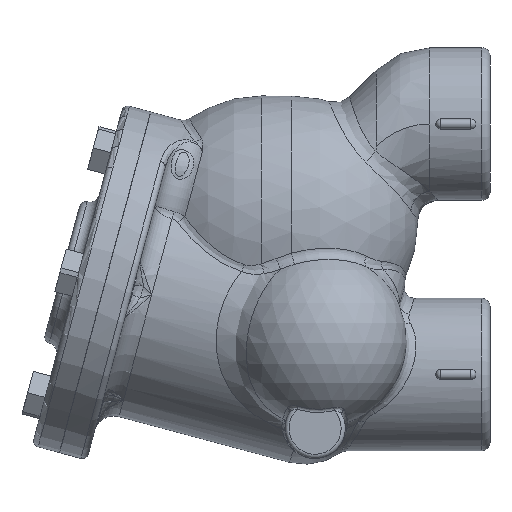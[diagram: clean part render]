
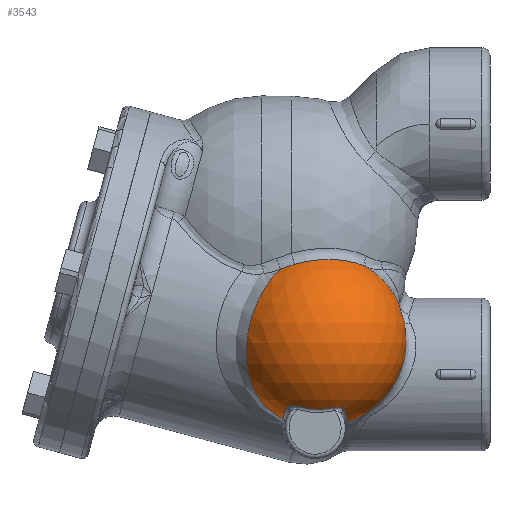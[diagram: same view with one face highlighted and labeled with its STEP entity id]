
A CAD part, front view. The second image highlights one B-rep face of the part: STEP entity #3543.
In plain terms, the highlighted spherical face has radius 44 mm.
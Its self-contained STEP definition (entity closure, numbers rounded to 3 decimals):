
#639=FACE_OUTER_BOUND('',#870,.T.);
#870=EDGE_LOOP('',(#2675,#2676,#2677,#2678,#2679,#2680,#2681,#2682,#2683,
#2684,#2685));
#1129=CIRCLE('',#3854,39.205);
#1130=CIRCLE('',#3855,34.91);
#1344=B_SPLINE_CURVE_WITH_KNOTS('',3,(#7943,#7944,#7945,#7946,#7947,#7948,
#7949,#7950,#7951),.UNSPECIFIED.,.F.,.F.,(4,1,1,1,1,1,4),(-6.132,
-5.256,-4.38,-3.504,-2.628,
-0.876,0.),.UNSPECIFIED.);
#1358=B_SPLINE_CURVE_WITH_KNOTS('',3,(#8270,#8271,#8272,#8273),
 .UNSPECIFIED.,.F.,.F.,(4,4),(1.6,3.788),
 .UNSPECIFIED.);
#1360=B_SPLINE_CURVE_WITH_KNOTS('',3,(#8281,#8282,#8283,#8284,#8285,#8286),
 .UNSPECIFIED.,.F.,.F.,(4,1,1,4),(1.588,3.173,4.758,
7.068),.UNSPECIFIED.);
#1361=B_SPLINE_CURVE_WITH_KNOTS('',3,(#8290,#8291,#8292,#8293),
 .UNSPECIFIED.,.F.,.F.,(4,4),(0.,0.823),.UNSPECIFIED.);
#1362=B_SPLINE_CURVE_WITH_KNOTS('',3,(#8295,#8296,#8297,#8298,#8299,#8300,
#8301,#8302,#8303,#8304,#8305),.UNSPECIFIED.,.F.,.F.,(4,1,1,1,1,1,1,1,4),
(1.298,1.89,2.867,4.819,6.771,
8.724,10.676,12.629,14.581),
 .UNSPECIFIED.);
#1363=B_SPLINE_CURVE_WITH_KNOTS('',3,(#8307,#8308,#8309,#8310,#8311),
 .UNSPECIFIED.,.F.,.F.,(4,1,4),(-1.747,-0.998,0.),
 .UNSPECIFIED.);
#1364=B_SPLINE_CURVE_WITH_KNOTS('',3,(#8313,#8314,#8315,#8316,#8317),
 .UNSPECIFIED.,.F.,.F.,(4,1,4),(0.,0.327,0.762),
 .UNSPECIFIED.);
#1365=B_SPLINE_CURVE_WITH_KNOTS('',3,(#8321,#8322,#8323,#8324,#8325),
 .UNSPECIFIED.,.F.,.F.,(4,1,4),(0.,0.327,0.762),
 .UNSPECIFIED.);
#1366=B_SPLINE_CURVE_WITH_KNOTS('',3,(#8326,#8327,#8328,#8329,#8330),
 .UNSPECIFIED.,.F.,.F.,(4,1,4),(-2.305,-1.317,0.),
 .UNSPECIFIED.);
#1559=VERTEX_POINT('',#7874);
#1561=VERTEX_POINT('',#7941);
#1575=VERTEX_POINT('',#8269);
#1576=VERTEX_POINT('',#8280);
#1577=VERTEX_POINT('',#8287);
#1578=VERTEX_POINT('',#8289);
#1579=VERTEX_POINT('',#8294);
#1580=VERTEX_POINT('',#8306);
#1581=VERTEX_POINT('',#8312);
#1582=VERTEX_POINT('',#8318);
#1583=VERTEX_POINT('',#8320);
#1964=EDGE_CURVE('',#1561,#1559,#1344,.T.);
#1987=EDGE_CURVE('',#1559,#1575,#1358,.T.);
#1989=EDGE_CURVE('',#1576,#1561,#1360,.T.);
#1990=EDGE_CURVE('',#1577,#1576,#1129,.T.);
#1991=EDGE_CURVE('',#1578,#1577,#1361,.T.);
#1992=EDGE_CURVE('',#1579,#1578,#1362,.T.);
#1993=EDGE_CURVE('',#1580,#1579,#1363,.T.);
#1994=EDGE_CURVE('',#1581,#1580,#1364,.T.);
#1995=EDGE_CURVE('',#1582,#1581,#1130,.T.);
#1996=EDGE_CURVE('',#1583,#1582,#1365,.T.);
#1997=EDGE_CURVE('',#1575,#1583,#1366,.T.);
#2675=ORIENTED_EDGE('',*,*,#1964,.F.);
#2676=ORIENTED_EDGE('',*,*,#1989,.F.);
#2677=ORIENTED_EDGE('',*,*,#1990,.F.);
#2678=ORIENTED_EDGE('',*,*,#1991,.F.);
#2679=ORIENTED_EDGE('',*,*,#1992,.F.);
#2680=ORIENTED_EDGE('',*,*,#1993,.F.);
#2681=ORIENTED_EDGE('',*,*,#1994,.F.);
#2682=ORIENTED_EDGE('',*,*,#1995,.F.);
#2683=ORIENTED_EDGE('',*,*,#1996,.F.);
#2684=ORIENTED_EDGE('',*,*,#1997,.F.);
#2685=ORIENTED_EDGE('',*,*,#1987,.F.);
#3455=SPHERICAL_SURFACE('',#3853,44.);
#3543=ADVANCED_FACE('',(#639),#3455,.T.);
#3853=AXIS2_PLACEMENT_3D('',#8279,#4391,#4392);
#3854=AXIS2_PLACEMENT_3D('',#8288,#4393,#4394);
#3855=AXIS2_PLACEMENT_3D('',#8319,#4395,#4396);
#4391=DIRECTION('center_axis',(0.,0.,1.));
#4392=DIRECTION('ref_axis',(1.,0.,0.));
#4393=DIRECTION('center_axis',(-0.179,0.592,0.786));
#4394=DIRECTION('ref_axis',(0.198,-0.761,0.618));
#4395=DIRECTION('center_axis',(0.,1.,0.));
#4396=DIRECTION('ref_axis',(-0.034,0.,-0.999));
#7874=CARTESIAN_POINT('',(131.777,-37.789,-63.757));
#7941=CARTESIAN_POINT('',(147.646,-33.12,-18.303));
#7943=CARTESIAN_POINT('Ctrl Pts',(147.646,-33.12,-18.303));
#7944=CARTESIAN_POINT('Ctrl Pts',(148.53,-34.777,-20.134));
#7945=CARTESIAN_POINT('Ctrl Pts',(149.843,-37.845,-24.24));
#7946=CARTESIAN_POINT('Ctrl Pts',(150.291,-41.213,-31.428));
#7947=CARTESIAN_POINT('Ctrl Pts',(149.174,-43.017,-39.08));
#7948=CARTESIAN_POINT('Ctrl Pts',(145.729,-43.337,-49.093));
#7949=CARTESIAN_POINT('Ctrl Pts',(139.73,-41.016,-57.705));
#7950=CARTESIAN_POINT('Ctrl Pts',(133.864,-38.593,-62.388));
#7951=CARTESIAN_POINT('Ctrl Pts',(131.777,-37.789,-63.757));
#8269=CARTESIAN_POINT('',(121.01,-46.114,-69.861));
#8270=CARTESIAN_POINT('Ctrl Pts',(131.777,-37.789,-63.757));
#8271=CARTESIAN_POINT('Ctrl Pts',(129.008,-41.075,-66.339));
#8272=CARTESIAN_POINT('Ctrl Pts',(125.297,-43.937,-68.442));
#8273=CARTESIAN_POINT('Ctrl Pts',(121.01,-46.114,-69.861));
#8279=CARTESIAN_POINT('Origin',(106.241,-44.,-28.467));
#8280=CARTESIAN_POINT('',(130.487,-50.833,7.609));
#8281=CARTESIAN_POINT('Ctrl Pts',(130.487,-50.833,7.609));
#8282=CARTESIAN_POINT('Ctrl Pts',(133.518,-50.385,5.657));
#8283=CARTESIAN_POINT('Ctrl Pts',(139.063,-48.626,1.154));
#8284=CARTESIAN_POINT('Ctrl Pts',(145.916,-42.889,-7.907));
#8285=CARTESIAN_POINT('Ctrl Pts',(147.746,-36.933,-14.634));
#8286=CARTESIAN_POINT('Ctrl Pts',(147.645,-33.12,-18.303));
#8287=CARTESIAN_POINT('',(94.279,-63.678,9.025));
#8288=CARTESIAN_POINT('Origin',(102.664,-32.184,-12.766));
#8289=CARTESIAN_POINT('',(87.39,-62.971,6.472));
#8290=CARTESIAN_POINT('Ctrl Pts',(87.39,-62.971,6.472));
#8291=CARTESIAN_POINT('Ctrl Pts',(89.607,-63.28,7.5));
#8292=CARTESIAN_POINT('Ctrl Pts',(91.913,-63.509,8.359));
#8293=CARTESIAN_POINT('Ctrl Pts',(94.279,-63.678,9.025));
#8294=CARTESIAN_POINT('',(88.756,-51.419,-68.157));
#8295=CARTESIAN_POINT('Ctrl Pts',(88.757,-51.419,-68.156));
#8296=CARTESIAN_POINT('Ctrl Pts',(87.563,-51.704,-67.577));
#8297=CARTESIAN_POINT('Ctrl Pts',(84.53,-52.662,-65.878));
#8298=CARTESIAN_POINT('Ctrl Pts',(78.658,-55.78,-61.207));
#8299=CARTESIAN_POINT('Ctrl Pts',(73.108,-61.287,-52.974));
#8300=CARTESIAN_POINT('Ctrl Pts',(70.133,-67.111,-41.079));
#8301=CARTESIAN_POINT('Ctrl Pts',(70.381,-70.664,-27.968));
#8302=CARTESIAN_POINT('Ctrl Pts',(73.501,-71.149,-14.752));
#8303=CARTESIAN_POINT('Ctrl Pts',(79.143,-68.46,-2.69));
#8304=CARTESIAN_POINT('Ctrl Pts',(84.402,-64.945,3.788));
#8305=CARTESIAN_POINT('Ctrl Pts',(87.39,-62.971,6.472));
#8306=CARTESIAN_POINT('',(90.766,-66.957,-62.665));
#8307=CARTESIAN_POINT('Ctrl Pts',(90.766,-66.957,-62.665));
#8308=CARTESIAN_POINT('Ctrl Pts',(90.132,-64.923,-63.743));
#8309=CARTESIAN_POINT('Ctrl Pts',(89.15,-59.93,-66.067));
#8310=CARTESIAN_POINT('Ctrl Pts',(88.85,-54.554,-67.612));
#8311=CARTESIAN_POINT('Ctrl Pts',(88.756,-51.419,-68.157));
#8312=CARTESIAN_POINT('',(96.206,-70.783,-61.904));
#8313=CARTESIAN_POINT('Ctrl Pts',(96.206,-70.783,-61.904));
#8314=CARTESIAN_POINT('Ctrl Pts',(95.209,-70.783,-61.604));
#8315=CARTESIAN_POINT('Ctrl Pts',(92.785,-70.056,-61.343));
#8316=CARTESIAN_POINT('Ctrl Pts',(91.134,-68.139,-62.038));
#8317=CARTESIAN_POINT('Ctrl Pts',(90.766,-66.957,-62.665));
#8318=CARTESIAN_POINT('',(113.957,-70.783,-62.514));
#8319=CARTESIAN_POINT('Origin',(106.241,-70.783,-28.467));
#8320=CARTESIAN_POINT('',(119.333,-66.957,-63.647));
#8321=CARTESIAN_POINT('Ctrl Pts',(119.333,-66.957,-63.647));
#8322=CARTESIAN_POINT('Ctrl Pts',(119.089,-67.843,-63.159));
#8323=CARTESIAN_POINT('Ctrl Pts',(117.757,-69.806,-62.264));
#8324=CARTESIAN_POINT('Ctrl Pts',(115.311,-70.783,-62.207));
#8325=CARTESIAN_POINT('Ctrl Pts',(113.957,-70.783,-62.514));
#8326=CARTESIAN_POINT('Ctrl Pts',(121.01,-46.114,-69.861));
#8327=CARTESIAN_POINT('Ctrl Pts',(121.,-49.261,-69.703));
#8328=CARTESIAN_POINT('Ctrl Pts',(120.94,-56.554,-68.513));
#8329=CARTESIAN_POINT('Ctrl Pts',(120.316,-63.379,-65.616));
#8330=CARTESIAN_POINT('Ctrl Pts',(119.333,-66.957,-63.647));
